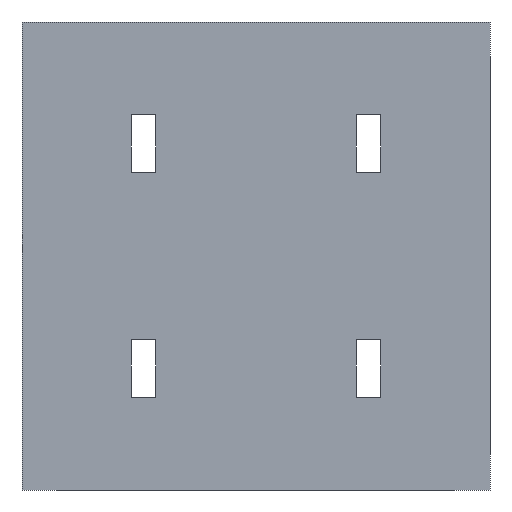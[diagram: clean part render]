
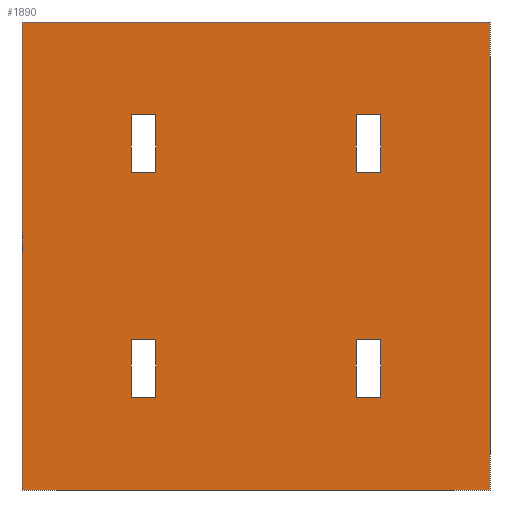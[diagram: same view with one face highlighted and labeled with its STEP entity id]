
A CAD part, front view. The second image highlights one B-rep face of the part: STEP entity #1890.
In plain terms, the highlighted planar face has unit normal (0, -1, 0).
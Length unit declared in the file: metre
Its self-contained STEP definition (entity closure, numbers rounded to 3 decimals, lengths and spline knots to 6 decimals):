
#47=FACE_BOUND('',#204,.T.);
#48=FACE_BOUND('',#205,.T.);
#49=FACE_BOUND('',#206,.T.);
#50=FACE_BOUND('',#207,.T.);
#80=FACE_OUTER_BOUND('',#203,.T.);
#203=EDGE_LOOP('',(#1471,#1472,#1473,#1474));
#204=EDGE_LOOP('',(#1475,#1476,#1477,#1478));
#205=EDGE_LOOP('',(#1479,#1480,#1481,#1482));
#206=EDGE_LOOP('',(#1483,#1484,#1485,#1486));
#207=EDGE_LOOP('',(#1487,#1488,#1489,#1490));
#279=LINE('',#2514,#543);
#283=LINE('',#2522,#547);
#286=LINE('',#2528,#550);
#289=LINE('',#2533,#553);
#291=LINE('',#2538,#555);
#295=LINE('',#2546,#559);
#298=LINE('',#2552,#562);
#301=LINE('',#2557,#565);
#303=LINE('',#2562,#567);
#307=LINE('',#2570,#571);
#310=LINE('',#2576,#574);
#313=LINE('',#2581,#577);
#315=LINE('',#2586,#579);
#319=LINE('',#2594,#583);
#322=LINE('',#2600,#586);
#325=LINE('',#2605,#589);
#327=LINE('',#2610,#591);
#347=LINE('',#2651,#611);
#407=LINE('',#2772,#671);
#425=LINE('',#2807,#689);
#543=VECTOR('',#2066,0.01);
#547=VECTOR('',#2072,0.01);
#550=VECTOR('',#2077,0.01);
#553=VECTOR('',#2082,0.01);
#555=VECTOR('',#2086,0.01);
#559=VECTOR('',#2092,0.01);
#562=VECTOR('',#2097,0.01);
#565=VECTOR('',#2102,0.01);
#567=VECTOR('',#2106,0.01);
#571=VECTOR('',#2112,0.01);
#574=VECTOR('',#2117,0.01);
#577=VECTOR('',#2122,0.01);
#579=VECTOR('',#2126,0.01);
#583=VECTOR('',#2132,0.01);
#586=VECTOR('',#2137,0.01);
#589=VECTOR('',#2142,0.01);
#591=VECTOR('',#2146,1.);
#611=VECTOR('',#2168,1.);
#671=VECTOR('',#2234,1.);
#689=VECTOR('',#2254,1.);
#807=VERTEX_POINT('',#2512);
#808=VERTEX_POINT('',#2513);
#811=VERTEX_POINT('',#2521);
#813=VERTEX_POINT('',#2527);
#815=VERTEX_POINT('',#2536);
#816=VERTEX_POINT('',#2537);
#819=VERTEX_POINT('',#2545);
#821=VERTEX_POINT('',#2551);
#823=VERTEX_POINT('',#2560);
#824=VERTEX_POINT('',#2561);
#827=VERTEX_POINT('',#2569);
#829=VERTEX_POINT('',#2575);
#831=VERTEX_POINT('',#2584);
#832=VERTEX_POINT('',#2585);
#835=VERTEX_POINT('',#2593);
#837=VERTEX_POINT('',#2599);
#839=VERTEX_POINT('',#2608);
#840=VERTEX_POINT('',#2609);
#859=VERTEX_POINT('',#2649);
#860=VERTEX_POINT('',#2650);
#983=EDGE_CURVE('',#807,#808,#279,.T.);
#987=EDGE_CURVE('',#808,#811,#283,.T.);
#990=EDGE_CURVE('',#811,#813,#286,.T.);
#993=EDGE_CURVE('',#813,#807,#289,.T.);
#995=EDGE_CURVE('',#815,#816,#291,.T.);
#999=EDGE_CURVE('',#816,#819,#295,.T.);
#1002=EDGE_CURVE('',#819,#821,#298,.T.);
#1005=EDGE_CURVE('',#821,#815,#301,.T.);
#1007=EDGE_CURVE('',#823,#824,#303,.T.);
#1011=EDGE_CURVE('',#824,#827,#307,.T.);
#1014=EDGE_CURVE('',#827,#829,#310,.T.);
#1017=EDGE_CURVE('',#829,#823,#313,.T.);
#1019=EDGE_CURVE('',#831,#832,#315,.T.);
#1023=EDGE_CURVE('',#832,#835,#319,.T.);
#1026=EDGE_CURVE('',#835,#837,#322,.T.);
#1029=EDGE_CURVE('',#837,#831,#325,.T.);
#1031=EDGE_CURVE('',#839,#840,#327,.T.);
#1051=EDGE_CURVE('',#859,#860,#347,.T.);
#1111=EDGE_CURVE('',#840,#860,#407,.T.);
#1129=EDGE_CURVE('',#839,#859,#425,.T.);
#1471=ORIENTED_EDGE('',*,*,#1111,.T.);
#1472=ORIENTED_EDGE('',*,*,#1051,.F.);
#1473=ORIENTED_EDGE('',*,*,#1129,.F.);
#1474=ORIENTED_EDGE('',*,*,#1031,.T.);
#1475=ORIENTED_EDGE('',*,*,#990,.T.);
#1476=ORIENTED_EDGE('',*,*,#993,.T.);
#1477=ORIENTED_EDGE('',*,*,#983,.T.);
#1478=ORIENTED_EDGE('',*,*,#987,.T.);
#1479=ORIENTED_EDGE('',*,*,#1002,.T.);
#1480=ORIENTED_EDGE('',*,*,#1005,.T.);
#1481=ORIENTED_EDGE('',*,*,#995,.T.);
#1482=ORIENTED_EDGE('',*,*,#999,.T.);
#1483=ORIENTED_EDGE('',*,*,#1014,.T.);
#1484=ORIENTED_EDGE('',*,*,#1017,.T.);
#1485=ORIENTED_EDGE('',*,*,#1007,.T.);
#1486=ORIENTED_EDGE('',*,*,#1011,.T.);
#1487=ORIENTED_EDGE('',*,*,#1026,.T.);
#1488=ORIENTED_EDGE('',*,*,#1029,.T.);
#1489=ORIENTED_EDGE('',*,*,#1019,.T.);
#1490=ORIENTED_EDGE('',*,*,#1023,.T.);
#1799=PLANE('',#1995);
#1890=ADVANCED_FACE('',(#80,#47,#48,#49,#50),#1799,.F.);
#1995=AXIS2_PLACEMENT_3D('',#2911,#2312,#2313);
#2066=DIRECTION('',(1.,0.,0.));
#2072=DIRECTION('',(0.,0.,-1.));
#2077=DIRECTION('',(-1.,0.,0.));
#2082=DIRECTION('',(0.,0.,1.));
#2086=DIRECTION('',(1.,0.,0.));
#2092=DIRECTION('',(0.,0.,-1.));
#2097=DIRECTION('',(-1.,0.,0.));
#2102=DIRECTION('',(0.,0.,1.));
#2106=DIRECTION('',(0.,0.,-1.));
#2112=DIRECTION('',(-1.,0.,0.));
#2117=DIRECTION('',(0.,0.,1.));
#2122=DIRECTION('',(1.,0.,0.));
#2126=DIRECTION('',(0.,0.,1.));
#2132=DIRECTION('',(1.,0.,0.));
#2137=DIRECTION('',(0.,0.,-1.));
#2142=DIRECTION('',(-1.,0.,0.));
#2146=DIRECTION('',(0.,0.,1.));
#2168=DIRECTION('',(0.,0.,1.));
#2234=DIRECTION('',(-1.,0.,0.));
#2254=DIRECTION('',(-1.,0.,0.));
#2312=DIRECTION('center_axis',(0.,1.,0.));
#2313=DIRECTION('ref_axis',(1.,0.,0.));
#2512=CARTESIAN_POINT('',(0.0225,0.,-0.01875));
#2513=CARTESIAN_POINT('',(0.028,0.,-0.01875));
#2514=CARTESIAN_POINT('',(0.014,0.,-0.01875));
#2521=CARTESIAN_POINT('',(0.028,0.,-0.03175));
#2522=CARTESIAN_POINT('',(0.028,0.,-0.015875));
#2527=CARTESIAN_POINT('',(0.0225,0.,-0.03175));
#2528=CARTESIAN_POINT('',(0.01125,0.,-0.03175));
#2533=CARTESIAN_POINT('',(0.0225,0.,-0.009375));
#2536=CARTESIAN_POINT('',(0.0225,0.,0.03175));
#2537=CARTESIAN_POINT('',(0.028,0.,0.03175));
#2538=CARTESIAN_POINT('',(0.014,0.,0.03175));
#2545=CARTESIAN_POINT('',(0.028,0.,0.01875));
#2546=CARTESIAN_POINT('',(0.028,0.,0.009375));
#2551=CARTESIAN_POINT('',(0.0225,0.,0.01875));
#2552=CARTESIAN_POINT('',(0.01125,0.,0.01875));
#2557=CARTESIAN_POINT('',(0.0225,0.,0.015875));
#2560=CARTESIAN_POINT('',(-0.0225,0.,-0.01875));
#2561=CARTESIAN_POINT('',(-0.0225,0.,-0.03175));
#2562=CARTESIAN_POINT('',(-0.0225,0.,-0.015875));
#2569=CARTESIAN_POINT('',(-0.028,0.,-0.03175));
#2570=CARTESIAN_POINT('',(-0.014,0.,-0.03175));
#2575=CARTESIAN_POINT('',(-0.028,0.,-0.01875));
#2576=CARTESIAN_POINT('',(-0.028,0.,-0.009375));
#2581=CARTESIAN_POINT('',(-0.01125,0.,-0.01875));
#2584=CARTESIAN_POINT('',(-0.028,0.,0.01875));
#2585=CARTESIAN_POINT('',(-0.028,0.,0.03175));
#2586=CARTESIAN_POINT('',(-0.028,0.,0.015875));
#2593=CARTESIAN_POINT('',(-0.0225,0.,0.03175));
#2594=CARTESIAN_POINT('',(-0.01125,0.,0.03175));
#2599=CARTESIAN_POINT('',(-0.0225,0.,0.01875));
#2600=CARTESIAN_POINT('',(-0.0225,0.,0.009375));
#2605=CARTESIAN_POINT('',(-0.014,0.,0.01875));
#2608=CARTESIAN_POINT('',(0.0525,0.,-0.0525));
#2609=CARTESIAN_POINT('',(0.0525,0.,0.0525));
#2610=CARTESIAN_POINT('',(0.0525,0.,-0.0465));
#2649=CARTESIAN_POINT('',(-0.0525,0.,-0.0525));
#2650=CARTESIAN_POINT('',(-0.0525,0.,0.0525));
#2651=CARTESIAN_POINT('',(-0.0525,0.,-0.0465));
#2772=CARTESIAN_POINT('',(0.0465,0.,0.0525));
#2807=CARTESIAN_POINT('',(0.0465,0.,-0.0525));
#2911=CARTESIAN_POINT('Origin',(0.,0.,0.));
